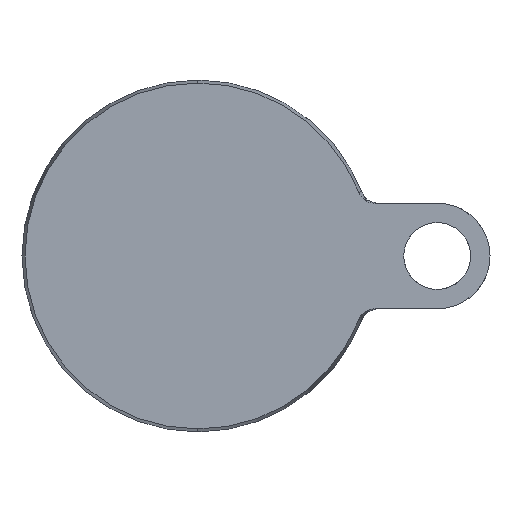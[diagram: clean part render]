
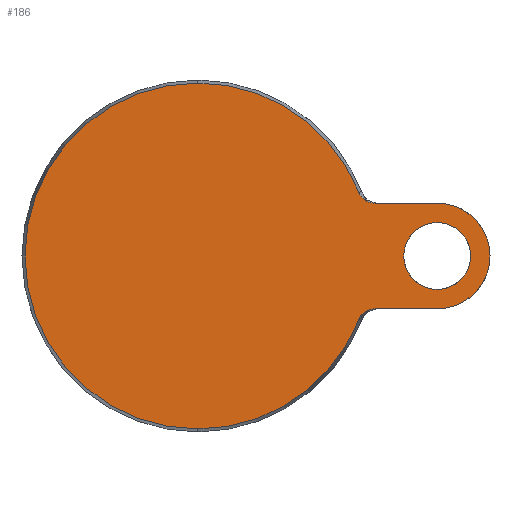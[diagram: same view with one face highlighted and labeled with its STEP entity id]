
A CAD part, front view. The second image highlights one B-rep face of the part: STEP entity #186.
In plain terms, the highlighted planar face has unit normal (0, -1, 0).
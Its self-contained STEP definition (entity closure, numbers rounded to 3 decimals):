
#31 = CARTESIAN_POINT ( 'NONE',  ( 0., 0., 49.143 ) ) ;
#95 = CARTESIAN_POINT ( 'NONE',  ( 47.952, 0., -15.6 ) ) ;
#105 = CARTESIAN_POINT ( 'NONE',  ( 49.363, 0., -15.093 ) ) ;
#173 = CARTESIAN_POINT ( 'NONE',  ( 48.407, 0., 15.384 ) ) ;
#186 = ADVANCED_FACE ( 'NONE', ( #943, #785 ), #326, .F. ) ;
#188 = DIRECTION ( 'NONE',  ( 0., 1., 0. ) ) ;
#190 = CARTESIAN_POINT ( 'NONE',  ( 46.108, 0., 17.258 ) ) ;
#201 = DIRECTION ( 'NONE',  ( 0., 0., 1. ) ) ;
#232 = CIRCLE ( 'NONE', #540, 15. ) ;
#242 = CARTESIAN_POINT ( 'NONE',  ( 0., 0., 0. ) ) ;
#252 = DIRECTION ( 'NONE',  ( -1., 0., 0. ) ) ;
#277 = DIRECTION ( 'NONE',  ( 0., -1., 0. ) ) ;
#278 = DIRECTION ( 'NONE',  ( 0., 1., 0. ) ) ;
#283 = EDGE_CURVE ( 'NONE', #869, #1021, #1054, .T. ) ;
#295 = CARTESIAN_POINT ( 'NONE',  ( 47.955, 0., 15.598 ) ) ;
#305 = CARTESIAN_POINT ( 'NONE',  ( 68., 0., -15. ) ) ;
#320 = CARTESIAN_POINT ( 'NONE',  ( 47.122, 0., 16.157 ) ) ;
#326 = PLANE ( 'NONE',  #344 ) ;
#343 = AXIS2_PLACEMENT_3D ( 'NONE', #523, #188, #201 ) ;
#344 = AXIS2_PLACEMENT_3D ( 'NONE', #1047, #1327, #1296 ) ;
#349 = CARTESIAN_POINT ( 'NONE',  ( 47.314, 0., -16.005 ) ) ;
#385 = CARTESIAN_POINT ( 'NONE',  ( 15., 0., 15. ) ) ;
#389 = CIRCLE ( 'NONE', #1202, 9.5 ) ;
#391 = DIRECTION ( 'NONE',  ( 0., -1., 0. ) ) ;
#393 = EDGE_CURVE ( 'NONE', #434, #1352, #414, .T. ) ;
#399 = CARTESIAN_POINT ( 'NONE',  ( 0., 0., 0. ) ) ;
#404 = DIRECTION ( 'NONE',  ( 0., 0., -1. ) ) ;
#414 = CIRCLE ( 'NONE', #1303, 49.143 ) ;
#427 = CARTESIAN_POINT ( 'NONE',  ( 49.86, 0., 15. ) ) ;
#434 = VERTEX_POINT ( 'NONE', #31 ) ;
#454 = CARTESIAN_POINT ( 'NONE',  ( 49.116, 0., -15.149 ) ) ;
#478 = EDGE_CURVE ( 'NONE', #1352, #869, #1247, .T. ) ;
#480 = EDGE_LOOP ( 'NONE', ( #1087, #938, #714, #1528, #1339, #582, #677, #1156 ) ) ;
#523 = CARTESIAN_POINT ( 'NONE',  ( 68., 0., 0. ) ) ;
#530 = CARTESIAN_POINT ( 'NONE',  ( 68., 0., 15. ) ) ;
#540 = AXIS2_PLACEMENT_3D ( 'NONE', #801, #278, #1187 ) ;
#549 = CARTESIAN_POINT ( 'NONE',  ( 48.644, 0., 15.292 ) ) ;
#556 = CARTESIAN_POINT ( 'NONE',  ( 49.366, 0., 15.074 ) ) ;
#564 = CIRCLE ( 'NONE', #343, 9.5 ) ;
#582 = ORIENTED_EDGE ( 'NONE', *, *, #283, .T. ) ;
#594 = EDGE_CURVE ( 'NONE', #1567, #1021, #1128, .T. ) ;
#596 = CARTESIAN_POINT ( 'NONE',  ( 50.113, 0., -15. ) ) ;
#624 = EDGE_CURVE ( 'NONE', #1099, #1593, #999, .T. ) ;
#663 = CARTESIAN_POINT ( 'NONE',  ( 68., 0., -9.5 ) ) ;
#677 = ORIENTED_EDGE ( 'NONE', *, *, #594, .F. ) ;
#678 = VERTEX_POINT ( 'NONE', #663 ) ;
#692 = EDGE_LOOP ( 'NONE', ( #1404, #1463 ) ) ;
#697 = CIRCLE ( 'NONE', #906, 49.143 ) ;
#714 = ORIENTED_EDGE ( 'NONE', *, *, #1418, .T. ) ;
#719 = CARTESIAN_POINT ( 'NONE',  ( 46.575, 0., -16.681 ) ) ;
#739 = B_SPLINE_CURVE_WITH_KNOTS ( 'NONE', 3,
 ( #787, #427, #556, #549, #173, #295, #1062, #920, #320, #1429, #793, #190, #1565, #937 ),
 .UNSPECIFIED., .F., .F.,
 ( 4, 2, 2, 2, 2, 2, 4 ),
 ( 0., 0.001, 0.002, 0.003, 0.004, 0.004, 0.006 ),
 .UNSPECIFIED. ) ;
#741 = VECTOR ( 'NONE', #252, 1000. ) ;
#743 = VECTOR ( 'NONE', #1518, 1000. ) ;
#754 = EDGE_CURVE ( 'NONE', #1099, #1079, #739, .T. ) ;
#767 = DIRECTION ( 'NONE',  ( 0., 0., -1. ) ) ;
#785 = FACE_BOUND ( 'NONE', #692, .T. ) ;
#787 = CARTESIAN_POINT ( 'NONE',  ( 50.366, 0., 15. ) ) ;
#793 = CARTESIAN_POINT ( 'NONE',  ( 46.58, 0., 16.677 ) ) ;
#801 = CARTESIAN_POINT ( 'NONE',  ( 68., 0., 0. ) ) ;
#825 = DIRECTION ( 'NONE',  ( 0., 1., 0. ) ) ;
#847 = AXIS2_PLACEMENT_3D ( 'NONE', #399, #277, #767 ) ;
#869 = VERTEX_POINT ( 'NONE', #962 ) ;
#906 = AXIS2_PLACEMENT_3D ( 'NONE', #242, #391, #1371 ) ;
#920 = CARTESIAN_POINT ( 'NONE',  ( 47.322, 0., 16. ) ) ;
#937 = CARTESIAN_POINT ( 'NONE',  ( 45.66, 0., 18.169 ) ) ;
#938 = ORIENTED_EDGE ( 'NONE', *, *, #754, .T. ) ;
#943 = FACE_OUTER_BOUND ( 'NONE', #480, .T. ) ;
#962 = CARTESIAN_POINT ( 'NONE',  ( 45.66, 0., -18.169 ) ) ;
#967 = CARTESIAN_POINT ( 'NONE',  ( 47.73, 0., -15.726 ) ) ;
#973 = CARTESIAN_POINT ( 'NONE',  ( 45.848, 0., -17.699 ) ) ;
#999 = LINE ( 'NONE', #385, #743 ) ;
#1020 = CARTESIAN_POINT ( 'NONE',  ( 0., 0., 0. ) ) ;
#1021 = VERTEX_POINT ( 'NONE', #1381 ) ;
#1047 = CARTESIAN_POINT ( 'NONE',  ( -49.143, 0., 0. ) ) ;
#1054 = B_SPLINE_CURVE_WITH_KNOTS ( 'NONE', 3,
 ( #1336, #973, #1459, #719, #1095, #1343, #349, #967, #95, #1230, #1471, #454, #105, #1598, #596, #1603 ),
 .UNSPECIFIED., .F., .F.,
 ( 4, 2, 2, 2, 2, 2, 2, 4 ),
 ( 0., 0.001, 0.002, 0.003, 0.004, 0.004, 0.005, 0.006 ),
 .UNSPECIFIED. ) ;
#1062 = CARTESIAN_POINT ( 'NONE',  ( 47.738, 0., 15.721 ) ) ;
#1079 = VERTEX_POINT ( 'NONE', #1426 ) ;
#1087 = ORIENTED_EDGE ( 'NONE', *, *, #624, .F. ) ;
#1095 = CARTESIAN_POINT ( 'NONE',  ( 46.749, 0., -16.497 ) ) ;
#1099 = VERTEX_POINT ( 'NONE', #1530 ) ;
#1100 = EDGE_CURVE ( 'NONE', #1593, #1567, #232, .T. ) ;
#1128 = LINE ( 'NONE', #1367, #741 ) ;
#1156 = ORIENTED_EDGE ( 'NONE', *, *, #1100, .F. ) ;
#1187 = DIRECTION ( 'NONE',  ( 0., 0., -1. ) ) ;
#1202 = AXIS2_PLACEMENT_3D ( 'NONE', #1578, #825, #1204 ) ;
#1204 = DIRECTION ( 'NONE',  ( 0., 0., 1. ) ) ;
#1211 = CARTESIAN_POINT ( 'NONE',  ( 0., 0., -49.143 ) ) ;
#1226 = EDGE_CURVE ( 'NONE', #1552, #678, #564, .T. ) ;
#1230 = CARTESIAN_POINT ( 'NONE',  ( 48.405, 0., -15.385 ) ) ;
#1247 = CIRCLE ( 'NONE', #847, 49.143 ) ;
#1296 = DIRECTION ( 'NONE',  ( 0., 0., 1. ) ) ;
#1303 = AXIS2_PLACEMENT_3D ( 'NONE', #1020, #1526, #404 ) ;
#1327 = DIRECTION ( 'NONE',  ( 0., 1., 0. ) ) ;
#1336 = CARTESIAN_POINT ( 'NONE',  ( 45.66, 0., -18.169 ) ) ;
#1339 = ORIENTED_EDGE ( 'NONE', *, *, #478, .T. ) ;
#1341 = EDGE_CURVE ( 'NONE', #678, #1552, #389, .T. ) ;
#1343 = CARTESIAN_POINT ( 'NONE',  ( 47.118, 0., -16.16 ) ) ;
#1352 = VERTEX_POINT ( 'NONE', #1211 ) ;
#1367 = CARTESIAN_POINT ( 'NONE',  ( 15., 0., -15. ) ) ;
#1371 = DIRECTION ( 'NONE',  ( 0., 0., -1. ) ) ;
#1381 = CARTESIAN_POINT ( 'NONE',  ( 50.366, 0., -15. ) ) ;
#1404 = ORIENTED_EDGE ( 'NONE', *, *, #1341, .T. ) ;
#1407 = CARTESIAN_POINT ( 'NONE',  ( 68., 0., 9.5 ) ) ;
#1418 = EDGE_CURVE ( 'NONE', #1079, #434, #697, .T. ) ;
#1426 = CARTESIAN_POINT ( 'NONE',  ( 45.66, 0., 18.169 ) ) ;
#1429 = CARTESIAN_POINT ( 'NONE',  ( 46.751, 0., 16.495 ) ) ;
#1459 = CARTESIAN_POINT ( 'NONE',  ( 46.1, 0., -17.269 ) ) ;
#1463 = ORIENTED_EDGE ( 'NONE', *, *, #1226, .T. ) ;
#1471 = CARTESIAN_POINT ( 'NONE',  ( 48.637, 0., -15.295 ) ) ;
#1518 = DIRECTION ( 'NONE',  ( 1., 0., 0. ) ) ;
#1526 = DIRECTION ( 'NONE',  ( 0., -1., 0. ) ) ;
#1528 = ORIENTED_EDGE ( 'NONE', *, *, #393, .T. ) ;
#1530 = CARTESIAN_POINT ( 'NONE',  ( 50.366, 0., 15. ) ) ;
#1552 = VERTEX_POINT ( 'NONE', #1407 ) ;
#1565 = CARTESIAN_POINT ( 'NONE',  ( 45.848, 0., 17.699 ) ) ;
#1567 = VERTEX_POINT ( 'NONE', #305 ) ;
#1578 = CARTESIAN_POINT ( 'NONE',  ( 68., 0., 0. ) ) ;
#1593 = VERTEX_POINT ( 'NONE', #530 ) ;
#1598 = CARTESIAN_POINT ( 'NONE',  ( 49.862, 0., -15.019 ) ) ;
#1603 = CARTESIAN_POINT ( 'NONE',  ( 50.366, 0., -15. ) ) ;
